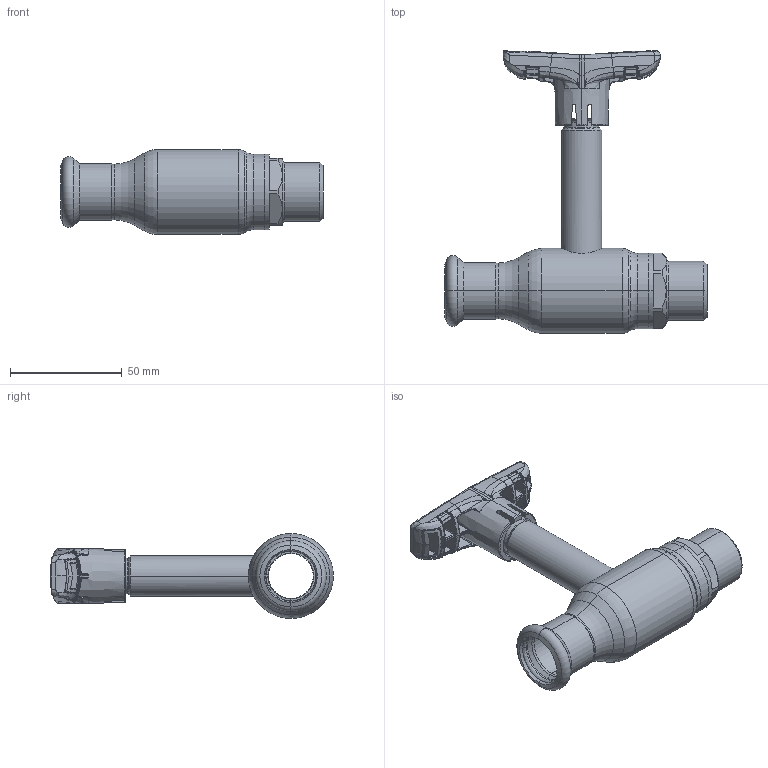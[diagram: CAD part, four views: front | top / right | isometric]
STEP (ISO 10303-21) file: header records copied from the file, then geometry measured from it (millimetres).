
FILE_DESCRIPTION (( 'STEP AP214' ), '1' );
FILE_NAME ('2020001201-0400.step', '2023-12-12T09:07:40', ( '' ), ( '' ), 'SwSTEP 2.0', 'SolidWorks 2021', '' );
FILE_SCHEMA (( 'AUTOMOTIVE_DESIGN' ));
Length unit declared in the file: millimetre
Products named in the file (1): 2020001201-0400
Bounding box: 117.2 x 126.49 x 38 mm (x, y, z)
Surface area: 29369.5 mm2 (no closed solid volume)
Topology: 0 solids, 7 shells, 688 faces, 2080 edges, 1309 vertices
Faces by surface type: bspline 541, plane 58, cylinder 32, cone 29, torus 23, sphere 5
Entity records: 53618 total; most frequent: CARTESIAN_POINT 32383, ORIENTED_EDGE 3554, EDGE_CURVE 2066, DIRECTION 1429, B_SPLINE_CURVE_WITH_KNOTS 1410, VERTEX_POINT 1305, EDGE_LOOP 697, UNCERTAINTY_MEASURE_WITH_UNIT 690
